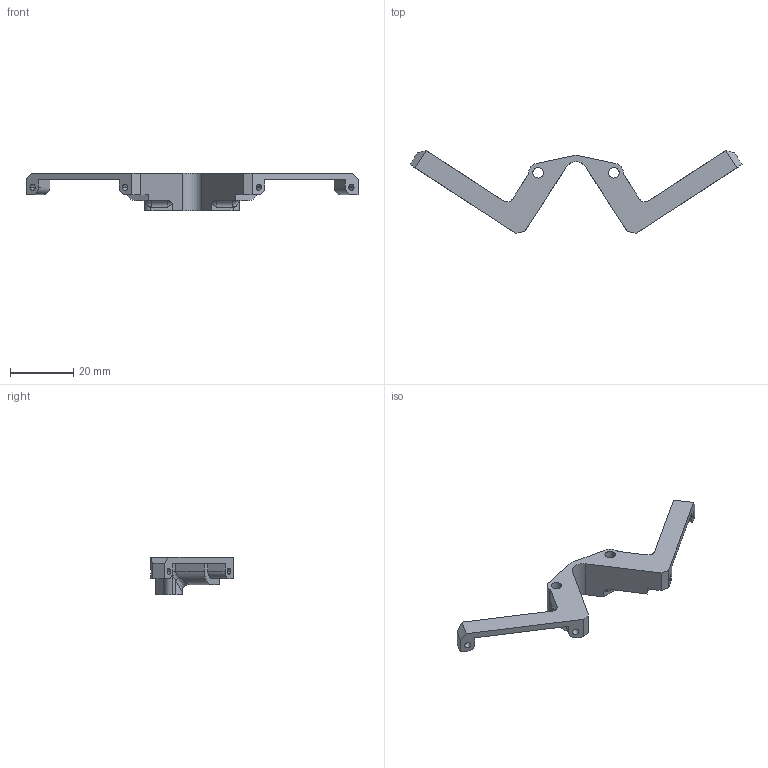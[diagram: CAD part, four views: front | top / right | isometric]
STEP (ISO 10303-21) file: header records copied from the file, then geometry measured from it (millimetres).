
FILE_DESCRIPTION (( 'STEP AP214' ), '1' );
FILE_NAME ('turbineMount G2 GBotTinyMII.STEP', '2022-08-05T06:38:06', ( '' ), ( '' ), 'SwSTEP 2.0', 'SolidWorks 2018', '' );
FILE_SCHEMA (( 'AUTOMOTIVE_DESIGN' ));
Length unit declared in the file: millimetre
Products named in the file (1): turbineMount G2 GBotTinyMII
Bounding box: 105.18 x 26.15 x 12 mm (x, y, z)
Volume: 5006 mm3; surface area: 3993.1 mm2
Topology: 1 solids, 1 shells, 80 faces, 222 edges, 144 vertices
Faces by surface type: plane 42, cylinder 30, bspline 6, torus 2
Entity records: 2800 total; most frequent: CARTESIAN_POINT 721, ORIENTED_EDGE 444, DIRECTION 414, EDGE_CURVE 222, VERTEX_POINT 144, LINE 140, VECTOR 140, AXIS2_PLACEMENT_3D 137
